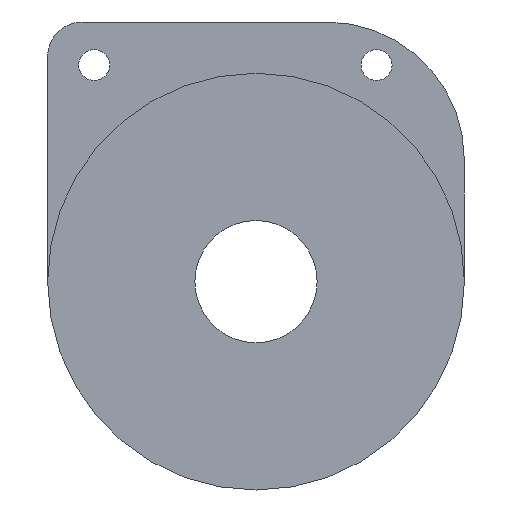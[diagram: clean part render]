
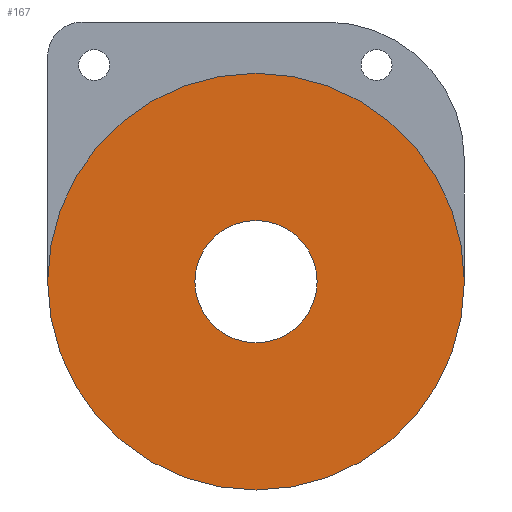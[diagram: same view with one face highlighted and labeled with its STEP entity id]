
A CAD part, front view. The second image highlights one B-rep face of the part: STEP entity #167.
In plain terms, the highlighted planar face has unit normal (0, -1, 0).
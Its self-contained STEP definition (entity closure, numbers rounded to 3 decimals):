
#10 = DIRECTION ( 'NONE',  ( 0., 1., 0. ) ) ;
#18 = FACE_BOUND ( 'NONE', #225, .T. ) ;
#19 = DIRECTION ( 'NONE',  ( 0., 1., 0. ) ) ;
#31 = AXIS2_PLACEMENT_3D ( 'NONE', #69, #115, #561 ) ;
#56 = CARTESIAN_POINT ( 'NONE',  ( 0., 0., 17.75 ) ) ;
#60 = CARTESIAN_POINT ( 'NONE',  ( 0., 0., -60.5 ) ) ;
#69 = CARTESIAN_POINT ( 'NONE',  ( 0., 0., 0. ) ) ;
#72 = DIRECTION ( 'NONE',  ( 0., 1., 0. ) ) ;
#80 = CIRCLE ( 'NONE', #31, 60.5 ) ;
#115 = DIRECTION ( 'NONE',  ( 0., 1., 0. ) ) ;
#141 = DIRECTION ( 'NONE',  ( 0., 0., 1. ) ) ;
#152 = EDGE_LOOP ( 'NONE', ( #605, #361 ) ) ;
#167 = ADVANCED_FACE ( 'NONE', ( #18, #256 ), #335, .F. ) ;
#197 = CIRCLE ( 'NONE', #254, 60.5 ) ;
#206 = ORIENTED_EDGE ( 'NONE', *, *, #415, .T. ) ;
#215 = VERTEX_POINT ( 'NONE', #597 ) ;
#225 = EDGE_LOOP ( 'NONE', ( #206, #391 ) ) ;
#254 = AXIS2_PLACEMENT_3D ( 'NONE', #463, #19, #455 ) ;
#256 = FACE_OUTER_BOUND ( 'NONE', #152, .T. ) ;
#257 = VERTEX_POINT ( 'NONE', #439 ) ;
#319 = DIRECTION ( 'NONE',  ( 0., 0., 1. ) ) ;
#335 = PLANE ( 'NONE',  #515 ) ;
#361 = ORIENTED_EDGE ( 'NONE', *, *, #402, .F. ) ;
#362 = CARTESIAN_POINT ( 'NONE',  ( 0., 0., 0. ) ) ;
#363 = VERTEX_POINT ( 'NONE', #60 ) ;
#380 = VERTEX_POINT ( 'NONE', #56 ) ;
#385 = DIRECTION ( 'NONE',  ( 0., 1., 0. ) ) ;
#391 = ORIENTED_EDGE ( 'NONE', *, *, #560, .T. ) ;
#402 = EDGE_CURVE ( 'NONE', #257, #363, #197, .T. ) ;
#411 = CARTESIAN_POINT ( 'NONE',  ( 0., 0., 0. ) ) ;
#415 = EDGE_CURVE ( 'NONE', #380, #215, #571, .T. ) ;
#416 = DIRECTION ( 'NONE',  ( 0., 0., 1. ) ) ;
#418 = CARTESIAN_POINT ( 'NONE',  ( 0., 0., 0. ) ) ;
#439 = CARTESIAN_POINT ( 'NONE',  ( 0., 0., 60.5 ) ) ;
#455 = DIRECTION ( 'NONE',  ( 0., 0., 1. ) ) ;
#463 = CARTESIAN_POINT ( 'NONE',  ( 0., 0., 0. ) ) ;
#499 = EDGE_CURVE ( 'NONE', #363, #257, #80, .T. ) ;
#515 = AXIS2_PLACEMENT_3D ( 'NONE', #418, #385, #141 ) ;
#560 = EDGE_CURVE ( 'NONE', #215, #380, #562, .T. ) ;
#561 = DIRECTION ( 'NONE',  ( 0., 0., 1. ) ) ;
#562 = CIRCLE ( 'NONE', #629, 17.75 ) ;
#563 = AXIS2_PLACEMENT_3D ( 'NONE', #411, #10, #319 ) ;
#571 = CIRCLE ( 'NONE', #563, 17.75 ) ;
#597 = CARTESIAN_POINT ( 'NONE',  ( 0., 0., -17.75 ) ) ;
#605 = ORIENTED_EDGE ( 'NONE', *, *, #499, .F. ) ;
#629 = AXIS2_PLACEMENT_3D ( 'NONE', #362, #72, #416 ) ;
